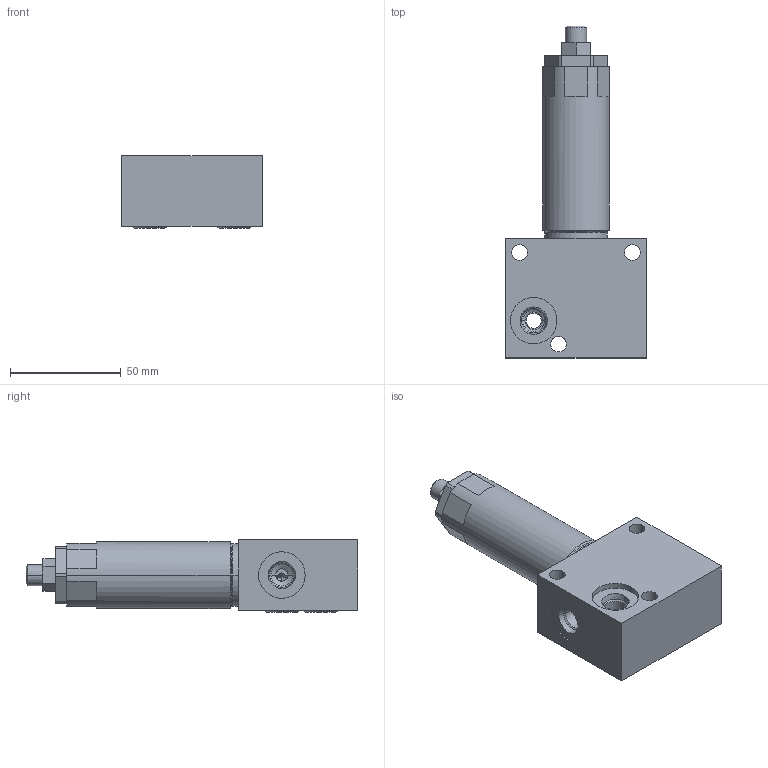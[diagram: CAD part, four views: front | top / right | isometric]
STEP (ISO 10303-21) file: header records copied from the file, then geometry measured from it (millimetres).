
FILE_DESCRIPTION((''),'2;1');
FILE_NAME('ILC70541010','2012-10-12T',('dc'),(''),'PRO/ENGINEER BY PARAMETRIC TECHNOLOGY CORPORATION, 2007460','PRO/ENGINEER BY PARAMETRIC TECHNOLOGY CORPORATION, 2007460','');
FILE_SCHEMA(('AUTOMOTIVE_DESIGN_CC2 { 1 2 10303 214 -1 1 5 2 }'));
Length unit declared in the file: inch
Products named in the file (1): ILC70541010
Bounding box: 63.5 x 149.61 x 32.61 mm (x, y, z)
Volume: 155726.3 mm3; surface area: 29693.5 mm2
Topology: 1 solids, 6 shells, 147 faces, 356 edges, 224 vertices
Faces by surface type: cylinder 56, plane 52, cone 33, torus 6
Entity records: 4537 total; most frequent: CARTESIAN_POINT 842, DIRECTION 802, ORIENTED_EDGE 690, EDGE_CURVE 355, AXIS2_PLACEMENT_3D 314, VERTEX_POINT 224, VECTOR 174, LINE 174
